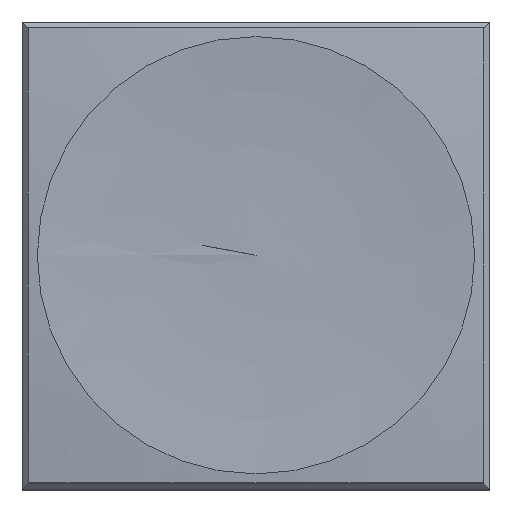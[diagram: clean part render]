
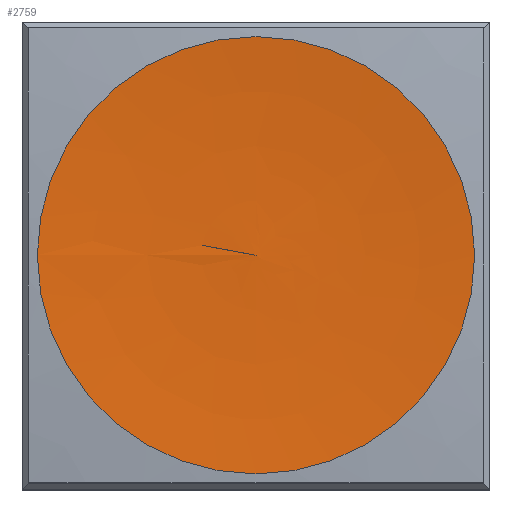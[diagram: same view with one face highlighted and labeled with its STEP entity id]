
A CAD part, top view. The second image highlights one B-rep face of the part: STEP entity #2759.
In plain terms, the highlighted free-form (B-spline) face has degree [2, 2] with [3, 9] control points.
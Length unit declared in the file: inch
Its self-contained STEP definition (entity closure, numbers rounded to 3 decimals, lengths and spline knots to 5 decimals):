
#2713=CARTESIAN_POINT('',(-0.14526,-0.10021,-0.27404));
#2714=CARTESIAN_POINT('',(-0.28727,-0.10021,-0.27864));
#2715=CARTESIAN_POINT('',(-0.42884,-0.10021,-0.26643));
#2716=CARTESIAN_POINT('',(-0.14526,-0.10021,-0.27404));
#2717=CARTESIAN_POINT('',(-0.28727,0.0418,-0.27864));
#2718=CARTESIAN_POINT('',(-0.42884,0.18336,-0.26643));
#2719=CARTESIAN_POINT('',(-0.14526,-0.10021,-0.27404));
#2720=CARTESIAN_POINT('',(-0.14526,0.0418,-0.27864));
#2721=CARTESIAN_POINT('',(-0.14526,0.18336,-0.26643));
#2722=CARTESIAN_POINT('',(-0.14526,-0.10021,-0.27404));
#2723=CARTESIAN_POINT('',(-0.00325,0.0418,-0.27864));
#2724=CARTESIAN_POINT('',(0.13831,0.18336,-0.26643));
#2725=CARTESIAN_POINT('',(-0.14526,-0.10021,-0.27404));
#2726=CARTESIAN_POINT('',(-0.00325,-0.10021,-0.27864));
#2727=CARTESIAN_POINT('',(0.13831,-0.10021,-0.26643));
#2728=CARTESIAN_POINT('',(-0.14526,-0.10021,-0.27404));
#2729=CARTESIAN_POINT('',(-0.00325,-0.24222,-0.27864));
#2730=CARTESIAN_POINT('',(0.13831,-0.38378,-0.26643));
#2731=CARTESIAN_POINT('',(-0.14526,-0.10021,-0.27404));
#2732=CARTESIAN_POINT('',(-0.14526,-0.24222,-0.27864));
#2733=CARTESIAN_POINT('',(-0.14526,-0.38378,-0.26643));
#2734=CARTESIAN_POINT('',(-0.14526,-0.10021,-0.27404));
#2735=CARTESIAN_POINT('',(-0.28727,-0.24222,-0.27864));
#2736=CARTESIAN_POINT('',(-0.42884,-0.38378,-0.26643));
#2737=CARTESIAN_POINT('',(-0.14526,-0.10021,-0.27404));
#2738=CARTESIAN_POINT('',(-0.28727,-0.10021,-0.27864));
#2739=CARTESIAN_POINT('',(-0.42884,-0.10021,-0.26643));
#2747=(BOUNDED_SURFACE()B_SPLINE_SURFACE(2,2,((#2713,#2716,#2719,#2722,#2725,#2728,#2731,#2734,#2737),(#2714,#2717,#2720,#2723,#2726,#2729,#2732,#2735,#2738),(#2715,#2718,#2721,#2724,#2727,#2730,#2733,#2736,#2739)),.UNSPECIFIED.,.F.,.T.,.U.)B_SPLINE_SURFACE_WITH_KNOTS((3,3),(3,2,2,2,3),(-1.60318,-1.48473),(0.0,1.5708,3.14159,4.71239,6.28319),.UNSPECIFIED.)GEOMETRIC_REPRESENTATION_ITEM()RATIONAL_B_SPLINE_SURFACE(((1.0,0.707,1.0,0.707,1.0,0.707,1.0,0.707,1.0),(0.998,0.706,0.998,0.706,0.998,0.706,0.998,0.706,0.998),(1.0,0.707,1.0,0.707,1.0,0.707,1.0,0.707,1.0)))REPRESENTATION_ITEM('')SURFACE());
#2748=CARTESIAN_POINT('',(-0.14526,-0.38378,-0.26643));
#2749=VERTEX_POINT('',#2748);
#2750=CARTESIAN_POINT('',(-0.14526,-0.10021,-0.26643));
#2751=DIRECTION('',(0.0,0.0,-1.0));
#2752=DIRECTION('',(0.0,1.0,0.0));
#2753=AXIS2_PLACEMENT_3D('',#2750,#2751,#2752);
#2754=CIRCLE('',#2753,0.28357);
#2755=EDGE_CURVE('',#2749,#2749,#2754,.T.);
#2756=ORIENTED_EDGE('',*,*,#2755,.F.);
#2757=EDGE_LOOP('',(#2756));
#2758=FACE_OUTER_BOUND('',#2757,.T.);
#2759=ADVANCED_FACE('',(#2758),#2747,.F.);
